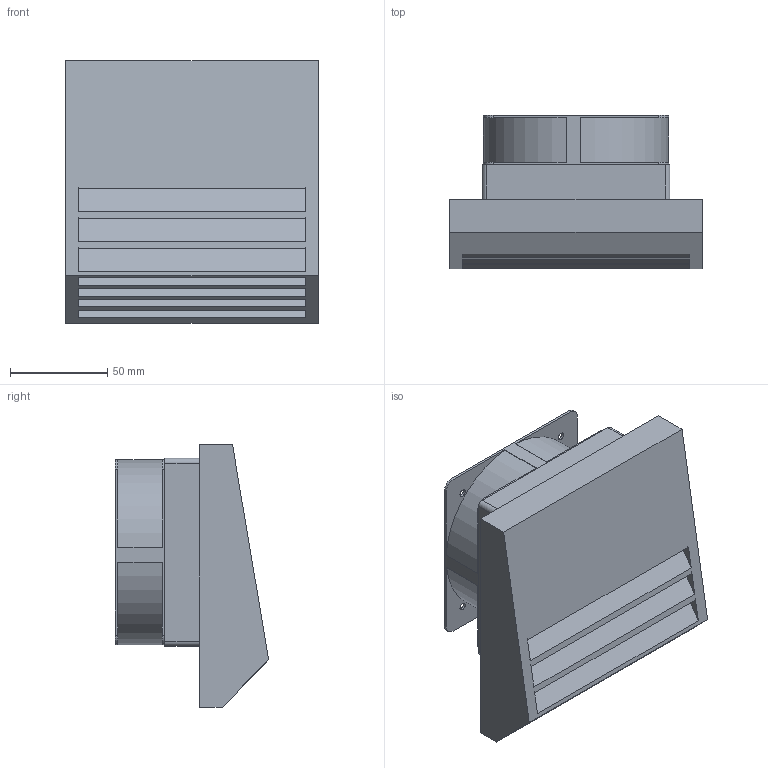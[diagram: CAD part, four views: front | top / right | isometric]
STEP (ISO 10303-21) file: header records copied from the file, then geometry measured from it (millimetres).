
FILE_DESCRIPTION(('starvars output'),'2;1');
FILE_NAME('cv20091216023420000112075.stp','02:34:20 2009/12/16',( 'Thomas Industrial Network Germany GmbH'),( 'Thomas Industrial Network Germany GmbH'),'unknown preprocess','ACIS' ,'unknown authorization');
FILE_SCHEMA(('AUTOMOTIVE_DESIGN_CC2 {UNKNOWN IMPLEMENTATION LEVEL}'));
Length unit declared in the file: millimetre
Products named in the file (1): PRODUCT_ID_1
Bounding box: 129.54 x 78.74 x 134.62 mm (x, y, z)
Volume: 511566.8 mm3; surface area: 119434 mm2
Topology: 1 solids, 5 shells, 251 faces, 711 edges, 472 vertices
Faces by surface type: plane 167, cylinder 84
Entity records: 8773 total; most frequent: ORIENTED_EDGE 1422, CARTESIAN_POINT 1095, DIRECTION 855, EDGE_CURVE 711, VERTEX_POINT 472, VECTOR 391, LINE 391, EDGE_LOOP 307
